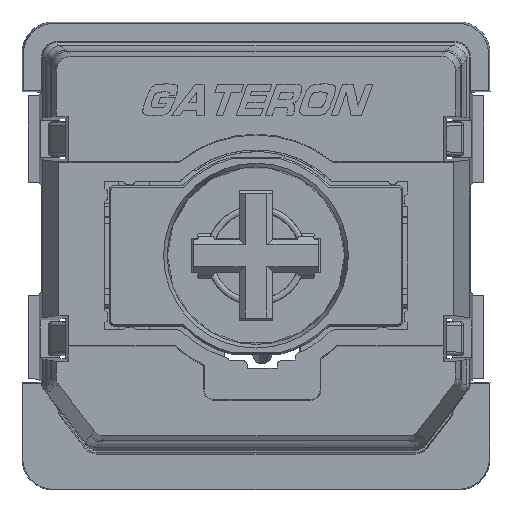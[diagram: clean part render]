
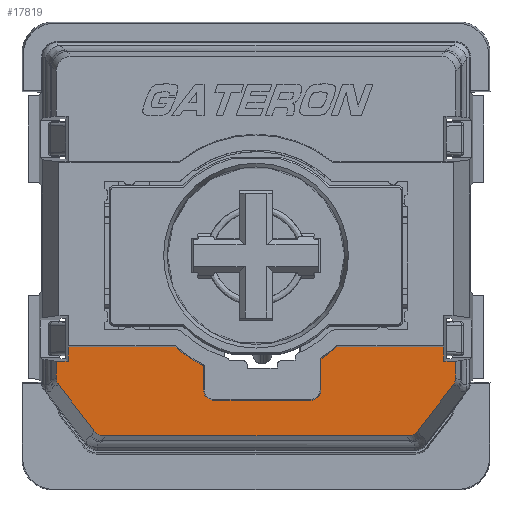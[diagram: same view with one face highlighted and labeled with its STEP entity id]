
A CAD part, top view. The second image highlights one B-rep face of the part: STEP entity #17819.
In plain terms, the highlighted planar face has unit normal (0, 0, 1).
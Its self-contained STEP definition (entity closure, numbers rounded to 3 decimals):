
#605=CIRCLE('',#18858,0.331);
#607=CIRCLE('',#18862,0.331);
#612=CIRCLE('',#18872,3.9);
#614=CIRCLE('',#18875,3.9);
#837=ELLIPSE('',#18912,0.364,0.35);
#838=ELLIPSE('',#18913,0.47,0.45);
#839=ELLIPSE('',#18914,0.47,0.45);
#840=ELLIPSE('',#18915,0.364,0.35);
#1180=FACE_OUTER_BOUND('',#2173,.T.);
#2173=EDGE_LOOP('',(#12779,#12780,#12781,#12782,#12783,#12784,#12785,#12786,
#12787,#12788,#12789,#12790,#12791,#12792,#12793,#12794,#12795,#12796,#12797,
#12798,#12799,#12800));
#3415=LINE('',#25801,#5497);
#3417=LINE('',#25813,#5499);
#3423=LINE('',#25833,#5505);
#3424=LINE('',#25837,#5506);
#3431=LINE('',#25873,#5513);
#3529=LINE('',#26255,#5611);
#3530=LINE('',#26257,#5612);
#3531=LINE('',#26259,#5613);
#3532=LINE('',#26263,#5614);
#3533=LINE('',#26267,#5615);
#3534=LINE('',#26271,#5616);
#3535=LINE('',#26275,#5617);
#3536=LINE('',#26277,#5618);
#3537=LINE('',#26278,#5619);
#5497=VECTOR('',#20855,10.);
#5499=VECTOR('',#20865,10.);
#5505=VECTOR('',#20879,10.);
#5506=VECTOR('',#20882,10.);
#5513=VECTOR('',#20911,10.);
#5611=VECTOR('',#21079,10.);
#5612=VECTOR('',#21080,1.);
#5613=VECTOR('',#21081,1.);
#5614=VECTOR('',#21084,1.);
#5615=VECTOR('',#21087,1.);
#5616=VECTOR('',#21090,1.);
#5617=VECTOR('',#21093,1.);
#5618=VECTOR('',#21094,1.);
#5619=VECTOR('',#21095,10.);
#7517=VERTEX_POINT('',#25798);
#7518=VERTEX_POINT('',#25800);
#7520=VERTEX_POINT('',#25807);
#7521=VERTEX_POINT('',#25812);
#7524=VERTEX_POINT('',#25819);
#7526=VERTEX_POINT('',#25825);
#7528=VERTEX_POINT('',#25831);
#7529=VERTEX_POINT('',#25835);
#7530=VERTEX_POINT('',#25836);
#7538=VERTEX_POINT('',#25865);
#7640=VERTEX_POINT('',#26254);
#7641=VERTEX_POINT('',#26256);
#7642=VERTEX_POINT('',#26258);
#7643=VERTEX_POINT('',#26260);
#7644=VERTEX_POINT('',#26262);
#7645=VERTEX_POINT('',#26264);
#7646=VERTEX_POINT('',#26266);
#7647=VERTEX_POINT('',#26268);
#7648=VERTEX_POINT('',#26270);
#7649=VERTEX_POINT('',#26272);
#7650=VERTEX_POINT('',#26274);
#7651=VERTEX_POINT('',#26276);
#9405=EDGE_CURVE('',#7518,#7517,#3415,.T.);
#9408=EDGE_CURVE('',#7517,#7520,#605,.T.);
#9410=EDGE_CURVE('',#7520,#7521,#3417,.T.);
#9414=EDGE_CURVE('',#7521,#7524,#607,.T.);
#9419=EDGE_CURVE('',#7526,#7528,#3423,.T.);
#9420=EDGE_CURVE('',#7529,#7530,#3424,.T.);
#9432=EDGE_CURVE('',#7530,#7518,#612,.T.);
#9435=EDGE_CURVE('',#7538,#7526,#614,.T.);
#9436=EDGE_CURVE('',#7524,#7538,#3431,.T.);
#9568=EDGE_CURVE('',#7528,#7640,#3529,.T.);
#9569=EDGE_CURVE('',#7640,#7641,#3530,.T.);
#9570=EDGE_CURVE('',#7641,#7642,#3531,.T.);
#9571=EDGE_CURVE('',#7642,#7643,#837,.T.);
#9572=EDGE_CURVE('',#7643,#7644,#3532,.T.);
#9573=EDGE_CURVE('',#7644,#7645,#838,.T.);
#9574=EDGE_CURVE('',#7645,#7646,#3533,.T.);
#9575=EDGE_CURVE('',#7646,#7647,#839,.T.);
#9576=EDGE_CURVE('',#7647,#7648,#3534,.T.);
#9577=EDGE_CURVE('',#7648,#7649,#840,.T.);
#9578=EDGE_CURVE('',#7649,#7650,#3535,.T.);
#9579=EDGE_CURVE('',#7650,#7651,#3536,.T.);
#9580=EDGE_CURVE('',#7651,#7529,#3537,.T.);
#12779=ORIENTED_EDGE('',*,*,#9420,.T.);
#12780=ORIENTED_EDGE('',*,*,#9432,.T.);
#12781=ORIENTED_EDGE('',*,*,#9405,.T.);
#12782=ORIENTED_EDGE('',*,*,#9408,.T.);
#12783=ORIENTED_EDGE('',*,*,#9410,.T.);
#12784=ORIENTED_EDGE('',*,*,#9414,.T.);
#12785=ORIENTED_EDGE('',*,*,#9436,.T.);
#12786=ORIENTED_EDGE('',*,*,#9435,.T.);
#12787=ORIENTED_EDGE('',*,*,#9419,.T.);
#12788=ORIENTED_EDGE('',*,*,#9568,.T.);
#12789=ORIENTED_EDGE('',*,*,#9569,.T.);
#12790=ORIENTED_EDGE('',*,*,#9570,.T.);
#12791=ORIENTED_EDGE('',*,*,#9571,.T.);
#12792=ORIENTED_EDGE('',*,*,#9572,.T.);
#12793=ORIENTED_EDGE('',*,*,#9573,.T.);
#12794=ORIENTED_EDGE('',*,*,#9574,.T.);
#12795=ORIENTED_EDGE('',*,*,#9575,.T.);
#12796=ORIENTED_EDGE('',*,*,#9576,.T.);
#12797=ORIENTED_EDGE('',*,*,#9577,.T.);
#12798=ORIENTED_EDGE('',*,*,#9578,.T.);
#12799=ORIENTED_EDGE('',*,*,#9579,.T.);
#12800=ORIENTED_EDGE('',*,*,#9580,.T.);
#17100=PLANE('',#18911);
#17819=ADVANCED_FACE('',(#1180),#17100,.F.);
#18858=AXIS2_PLACEMENT_3D('',#25809,#20859,#20860);
#18862=AXIS2_PLACEMENT_3D('',#25821,#20871,#20872);
#18872=AXIS2_PLACEMENT_3D('',#25863,#20901,#20902);
#18875=AXIS2_PLACEMENT_3D('',#25871,#20907,#20908);
#18911=AXIS2_PLACEMENT_3D('',#26253,#21077,#21078);
#18912=AXIS2_PLACEMENT_3D('',#26261,#21082,#21083);
#18913=AXIS2_PLACEMENT_3D('',#26265,#21085,#21086);
#18914=AXIS2_PLACEMENT_3D('',#26269,#21088,#21089);
#18915=AXIS2_PLACEMENT_3D('',#26273,#21091,#21092);
#20855=DIRECTION('',(0.,-1.,0.));
#20859=DIRECTION('center_axis',(0.,0.,-1.));
#20860=DIRECTION('ref_axis',(-1.,0.,0.));
#20865=DIRECTION('',(-1.,0.,0.));
#20871=DIRECTION('center_axis',(0.,0.,-1.));
#20872=DIRECTION('ref_axis',(0.,1.,0.));
#20879=DIRECTION('',(-1.,0.,0.));
#20882=DIRECTION('',(-1.,0.,0.));
#20901=DIRECTION('center_axis',(0.,0.,-1.));
#20902=DIRECTION('ref_axis',(0.,1.,0.));
#20907=DIRECTION('center_axis',(0.,0.,-1.));
#20908=DIRECTION('ref_axis',(0.,1.,0.));
#20911=DIRECTION('',(0.,1.,0.));
#21077=DIRECTION('center_axis',(0.,0.,-1.));
#21078=DIRECTION('ref_axis',(0.,-1.,0.));
#21079=DIRECTION('',(0.,-1.,0.));
#21080=DIRECTION('',(-1.,0.,0.));
#21081=DIRECTION('',(0.,-1.,0.));
#21082=DIRECTION('center_axis',(0.,0.,1.));
#21083=DIRECTION('ref_axis',(0.947,0.322,0.));
#21084=DIRECTION('',(0.609,-0.793,0.));
#21085=DIRECTION('center_axis',(0.,0.,1.));
#21086=DIRECTION('ref_axis',(0.442,0.897,0.));
#21087=DIRECTION('',(1.,0.,0.));
#21088=DIRECTION('center_axis',(0.,0.,1.));
#21089=DIRECTION('ref_axis',(0.442,-0.897,0.));
#21090=DIRECTION('',(0.609,0.793,0.));
#21091=DIRECTION('center_axis',(0.,0.,1.));
#21092=DIRECTION('ref_axis',(-0.947,0.322,0.));
#21093=DIRECTION('',(0.,1.,0.));
#21094=DIRECTION('',(-1.,0.,0.));
#21095=DIRECTION('',(0.,1.,0.));
#25798=CARTESIAN_POINT('',(2.081,-4.3,8.8));
#25800=CARTESIAN_POINT('',(2.081,-3.299,8.8));
#25801=CARTESIAN_POINT('',(2.081,-2.929,8.8));
#25807=CARTESIAN_POINT('',(1.75,-4.631,8.8));
#25809=CARTESIAN_POINT('Origin',(1.75,-4.3,8.8));
#25812=CARTESIAN_POINT('',(-1.35,-4.631,8.8));
#25813=CARTESIAN_POINT('',(-1.454,-4.631,8.8));
#25819=CARTESIAN_POINT('',(-1.681,-4.3,8.8));
#25821=CARTESIAN_POINT('Origin',(-1.35,-4.3,8.8));
#25825=CARTESIAN_POINT('',(-2.596,-2.911,8.8));
#25831=CARTESIAN_POINT('',(-6.021,-2.911,8.8));
#25833=CARTESIAN_POINT('',(-2.604,-2.911,8.8));
#25835=CARTESIAN_POINT('',(6.021,-2.911,8.8));
#25836=CARTESIAN_POINT('',(2.596,-2.911,8.8));
#25837=CARTESIAN_POINT('',(-2.604,-2.911,8.8));
#25863=CARTESIAN_POINT('Origin',(0.,0.,8.8));
#25865=CARTESIAN_POINT('',(-1.681,-3.519,8.8));
#25871=CARTESIAN_POINT('Origin',(0.,0.,8.8));
#25873=CARTESIAN_POINT('',(-1.681,-0.796,8.8));
#26253=CARTESIAN_POINT('Origin',(0.,0.,8.8));
#26254=CARTESIAN_POINT('',(-6.021,-3.379,8.8));
#26255=CARTESIAN_POINT('',(-6.021,-2.073,8.8));
#26256=CARTESIAN_POINT('',(-6.396,-3.379,8.8));
#26257=CARTESIAN_POINT('',(-6.021,-3.379,8.8));
#26258=CARTESIAN_POINT('',(-6.396,-3.923,8.8));
#26259=CARTESIAN_POINT('',(-6.396,-3.379,8.8));
#26260=CARTESIAN_POINT('',(-6.326,-4.128,8.8));
#26261=CARTESIAN_POINT('Origin',(-6.034,-3.914,8.8));
#26262=CARTESIAN_POINT('',(-5.195,-5.602,8.8));
#26263=CARTESIAN_POINT('',(-6.326,-4.128,8.8));
#26264=CARTESIAN_POINT('',(-4.85,-5.771,8.8));
#26265=CARTESIAN_POINT('Origin',(-4.834,-5.305,8.8));
#26266=CARTESIAN_POINT('',(4.85,-5.771,8.8));
#26267=CARTESIAN_POINT('',(-4.85,-5.771,8.8));
#26268=CARTESIAN_POINT('',(5.195,-5.602,8.8));
#26269=CARTESIAN_POINT('Origin',(4.834,-5.305,8.8));
#26270=CARTESIAN_POINT('',(6.326,-4.128,8.8));
#26271=CARTESIAN_POINT('',(5.195,-5.602,8.8));
#26272=CARTESIAN_POINT('',(6.396,-3.923,8.8));
#26273=CARTESIAN_POINT('Origin',(6.034,-3.914,8.8));
#26274=CARTESIAN_POINT('',(6.396,-3.379,8.8));
#26275=CARTESIAN_POINT('',(6.396,-3.923,8.8));
#26276=CARTESIAN_POINT('',(6.021,-3.379,8.8));
#26277=CARTESIAN_POINT('',(6.396,-3.379,8.8));
#26278=CARTESIAN_POINT('',(6.021,-2.073,8.8));
